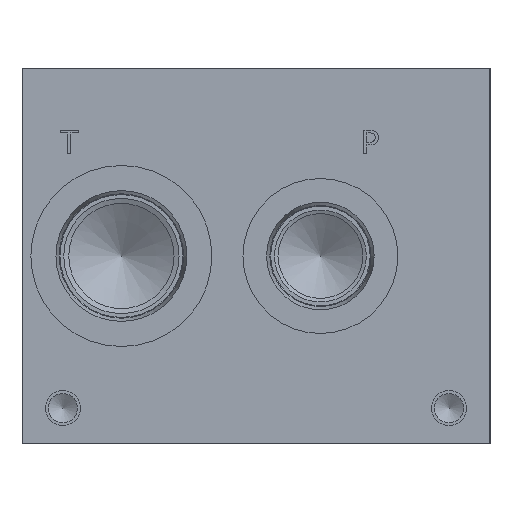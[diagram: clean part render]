
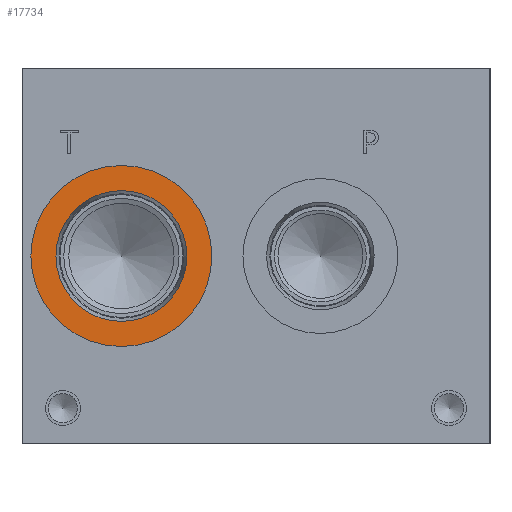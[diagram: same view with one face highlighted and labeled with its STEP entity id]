
A CAD part, left-side view. The second image highlights one B-rep face of the part: STEP entity #17734.
In plain terms, the highlighted planar face has unit normal (-1, 0, 0).
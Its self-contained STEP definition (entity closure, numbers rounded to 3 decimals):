
#598=CIRCLE('',#18682,24.562);
#599=CIRCLE('',#18683,24.562);
#600=CIRCLE('',#18685,17.755);
#601=CIRCLE('',#18686,17.755);
#1431=FACE_BOUND('',#3238,.T.);
#2207=FACE_OUTER_BOUND('',#3237,.T.);
#3237=EDGE_LOOP('',(#14660,#14661));
#3238=EDGE_LOOP('',(#14662,#14663));
#8021=VERTEX_POINT('',#29512);
#8022=VERTEX_POINT('',#29514);
#8023=VERTEX_POINT('',#29518);
#8024=VERTEX_POINT('',#29519);
#10362=EDGE_CURVE('',#8021,#8022,#598,.T.);
#10363=EDGE_CURVE('',#8022,#8021,#599,.T.);
#10364=EDGE_CURVE('',#8023,#8024,#600,.T.);
#10365=EDGE_CURVE('',#8024,#8023,#601,.T.);
#14660=ORIENTED_EDGE('',*,*,#10363,.F.);
#14661=ORIENTED_EDGE('',*,*,#10362,.F.);
#14662=ORIENTED_EDGE('',*,*,#10364,.T.);
#14663=ORIENTED_EDGE('',*,*,#10365,.T.);
#16424=PLANE('',#18684);
#17734=ADVANCED_FACE('',(#2207,#1431),#16424,.F.);
#18682=AXIS2_PLACEMENT_3D('',#29515,#22106,#22107);
#18683=AXIS2_PLACEMENT_3D('',#29516,#22108,#22109);
#18684=AXIS2_PLACEMENT_3D('',#29517,#22110,#22111);
#18685=AXIS2_PLACEMENT_3D('',#29520,#22112,#22113);
#18686=AXIS2_PLACEMENT_3D('',#29521,#22114,#22115);
#22106=DIRECTION('center_axis',(1.,0.,0.));
#22107=DIRECTION('ref_axis',(0.,0.,-1.));
#22108=DIRECTION('center_axis',(1.,0.,0.));
#22109=DIRECTION('ref_axis',(0.,0.,-1.));
#22110=DIRECTION('center_axis',(1.,0.,0.));
#22111=DIRECTION('ref_axis',(0.,0.,-1.));
#22112=DIRECTION('center_axis',(1.,0.,0.));
#22113=DIRECTION('ref_axis',(0.,0.,-1.));
#22114=DIRECTION('center_axis',(1.,0.,0.));
#22115=DIRECTION('ref_axis',(0.,0.,-1.));
#29512=CARTESIAN_POINT('',(0.787,100.025,26.238));
#29514=CARTESIAN_POINT('',(0.787,100.025,75.362));
#29515=CARTESIAN_POINT('Origin',(0.787,100.025,50.8));
#29516=CARTESIAN_POINT('Origin',(0.787,100.025,50.8));
#29517=CARTESIAN_POINT('Origin',(0.787,100.025,68.555));
#29518=CARTESIAN_POINT('',(0.787,100.025,68.555));
#29519=CARTESIAN_POINT('',(0.787,100.025,33.045));
#29520=CARTESIAN_POINT('Origin',(0.787,100.025,50.8));
#29521=CARTESIAN_POINT('Origin',(0.787,100.025,50.8));
